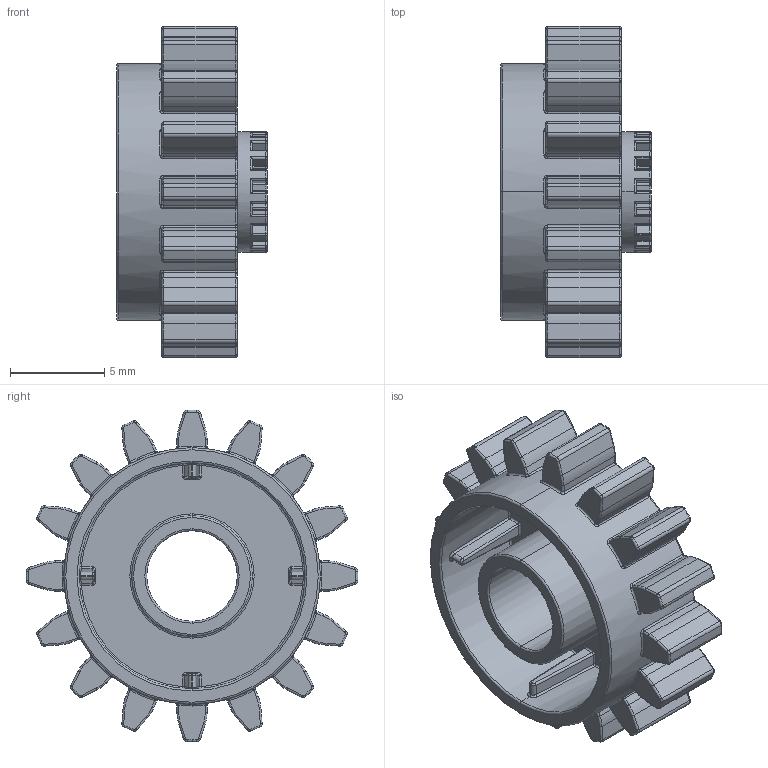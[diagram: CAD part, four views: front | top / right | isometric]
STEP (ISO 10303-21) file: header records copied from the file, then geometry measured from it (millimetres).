
FILE_DESCRIPTION (( 'STEP AP214' ), '1' );
FILE_NAME ('6542 OldDkGrey Technic Gear 16 Tooth with Clutch.STEP', '2016-10-21T18:43:23', ( '' ), ( '' ), 'SwSTEP 2.0', 'SolidWorks 2014', '' );
FILE_SCHEMA (( 'AUTOMOTIVE_DESIGN' ));
Length unit declared in the file: millimetre
Products named in the file (1): 6542 OldDkGrey Technic Gear 16 Tooth with Clutch
Bounding box: 8 x 17.6 x 17.6 mm (x, y, z)
Volume: 558.7 mm3; surface area: 1303.4 mm2
Topology: 1 solids, 1 shells, 1091 faces, 2590 edges, 1470 vertices
Faces by surface type: cylinder 408, torus 356, plane 165, sphere 106, bspline 56
Entity records: 32940 total; most frequent: CARTESIAN_POINT 7735, DIRECTION 5966, ORIENTED_EDGE 5052, AXIS2_PLACEMENT_3D 2595, EDGE_CURVE 2526, CIRCLE 1559, VERTEX_POINT 1440, EDGE_LOOP 1096
